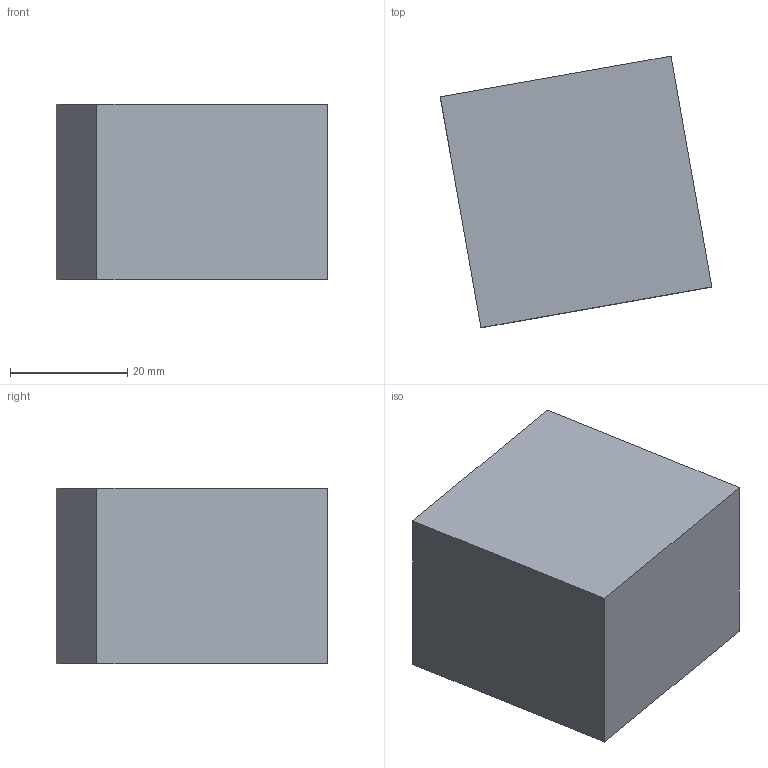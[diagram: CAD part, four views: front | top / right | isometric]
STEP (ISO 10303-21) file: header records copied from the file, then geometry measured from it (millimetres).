
FILE_DESCRIPTION(('STEP AP214'),'1');
FILE_NAME('FeedAssembly_v1.step','2017-07-10T16:03:38',(' '),('ANSOFT Corporation'),'Spatial InterOp 3D',' ',' ');
FILE_SCHEMA(('AUTOMOTIVE_DESIGN { 1 0 10303 214 1 1 1 1 }'));
Length unit declared in the file: millimetre
Products named in the file (1): FeedNetwork
Bounding box: 46.34 x 46.34 x 30 mm (x, y, z)
Volume: 48107.9 mm3; surface area: 9320 mm2
Topology: 4 solids, 11 shells, 31 faces, 119 edges, 103 vertices
Faces by surface type: plane 23, cylinder 8
Entity records: 1701 total; most frequent: CARTESIAN_POINT 264, DIRECTION 238, ORIENTED_EDGE 167, EDGE_CURVE 119, VERTEX_POINT 103, LINE 84, VECTOR 84, AXIS2_PLACEMENT_3D 77
